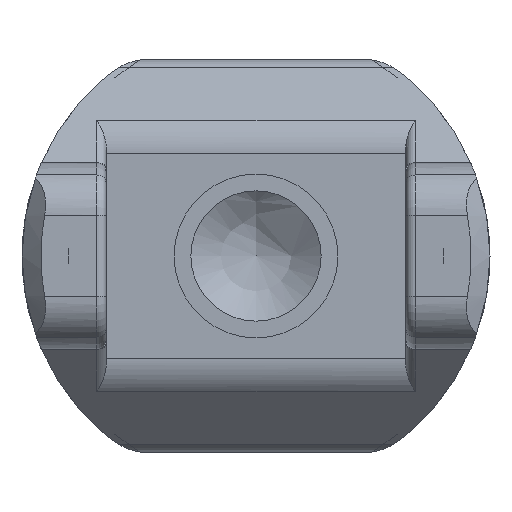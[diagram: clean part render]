
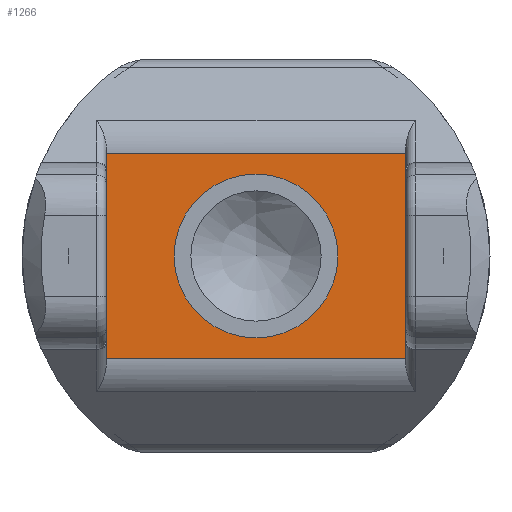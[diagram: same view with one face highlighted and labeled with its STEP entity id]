
A CAD part, front view. The second image highlights one B-rep face of the part: STEP entity #1266.
In plain terms, the highlighted planar face has unit normal (0, -1, 0).
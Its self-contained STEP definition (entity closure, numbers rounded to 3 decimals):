
#53=FACE_BOUND('',#386,.T.);
#68=PLANE('',#1436);
#142=LINE('',#2109,#209);
#144=LINE('',#2136,#211);
#171=LINE('',#2351,#238);
#172=LINE('',#2353,#239);
#209=VECTOR('',#1612,10.);
#211=VECTOR('',#1626,10.);
#238=VECTOR('',#1785,10.);
#239=VECTOR('',#1788,10.);
#305=FACE_OUTER_BOUND('',#385,.T.);
#385=EDGE_LOOP('',(#1091,#1092,#1093,#1094));
#386=EDGE_LOOP('',(#1095));
#486=CIRCLE('',#1437,8.75);
#557=VERTEX_POINT('',#2106);
#558=VERTEX_POINT('',#2108);
#561=VERTEX_POINT('',#2133);
#562=VERTEX_POINT('',#2135);
#605=VERTEX_POINT('',#2354);
#698=EDGE_CURVE('',#557,#558,#142,.T.);
#705=EDGE_CURVE('',#561,#562,#144,.T.);
#781=EDGE_CURVE('',#562,#557,#171,.T.);
#782=EDGE_CURVE('',#558,#561,#172,.T.);
#783=EDGE_CURVE('',#605,#605,#486,.T.);
#1091=ORIENTED_EDGE('',*,*,#781,.F.);
#1092=ORIENTED_EDGE('',*,*,#705,.F.);
#1093=ORIENTED_EDGE('',*,*,#782,.F.);
#1094=ORIENTED_EDGE('',*,*,#698,.F.);
#1095=ORIENTED_EDGE('',*,*,#783,.F.);
#1266=ADVANCED_FACE('',(#305,#53),#68,.F.);
#1436=AXIS2_PLACEMENT_3D('',#2352,#1786,#1787);
#1437=AXIS2_PLACEMENT_3D('',#2355,#1789,#1790);
#1612=DIRECTION('',(0.,0.,1.));
#1626=DIRECTION('',(0.,0.,-1.));
#1785=DIRECTION('',(-1.,0.,0.));
#1786=DIRECTION('center_axis',(0.,1.,0.));
#1787=DIRECTION('ref_axis',(0.,0.,1.));
#1788=DIRECTION('',(1.,0.,0.));
#1789=DIRECTION('center_axis',(0.,-1.,0.));
#1790=DIRECTION('ref_axis',(-1.,0.,0.));
#2106=CARTESIAN_POINT('',(-16.003,-102.5,-10.929));
#2108=CARTESIAN_POINT('',(-16.003,-102.5,10.929));
#2109=CARTESIAN_POINT('',(-16.003,-102.5,27.159));
#2133=CARTESIAN_POINT('',(16.003,-102.5,10.929));
#2135=CARTESIAN_POINT('',(16.003,-102.5,-10.929));
#2136=CARTESIAN_POINT('',(16.003,-102.5,-27.159));
#2351=CARTESIAN_POINT('',(0.,-102.5,-10.929));
#2352=CARTESIAN_POINT('Origin',(0.,-102.5,0.));
#2353=CARTESIAN_POINT('',(0.,-102.5,10.929));
#2354=CARTESIAN_POINT('',(8.75,-102.5,0.));
#2355=CARTESIAN_POINT('Origin',(0.,-102.5,0.));
